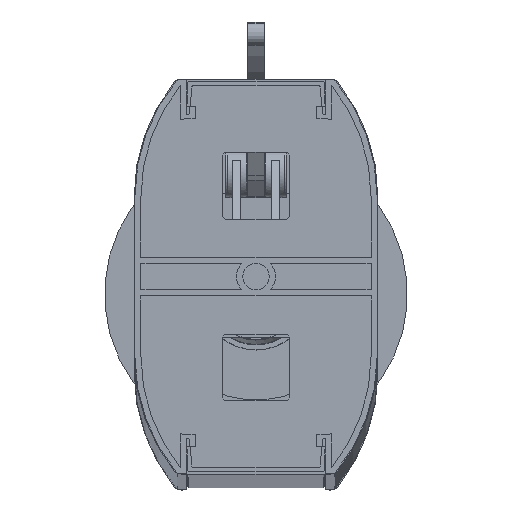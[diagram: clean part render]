
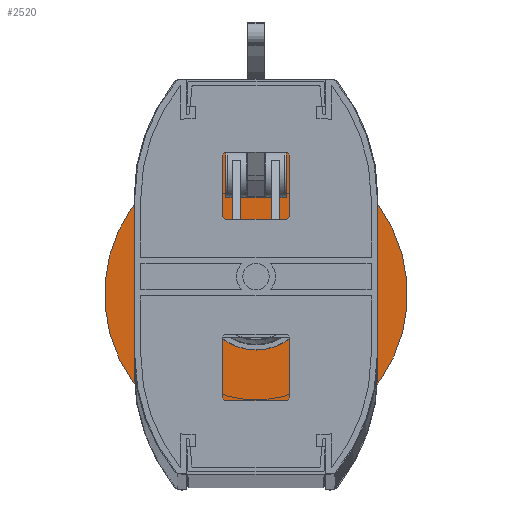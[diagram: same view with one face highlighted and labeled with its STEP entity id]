
A CAD part, top view. The second image highlights one B-rep face of the part: STEP entity #2520.
In plain terms, the highlighted face is planar.
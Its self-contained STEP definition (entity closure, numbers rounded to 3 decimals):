
#117 = CIRCLE ( 'NONE', #5706, 9. ) ;
#418 = CARTESIAN_POINT ( 'NONE',  ( -40., 0., 3.25 ) ) ;
#448 = CARTESIAN_POINT ( 'NONE',  ( 40., 0., 3.25 ) ) ;
#871 = CIRCLE ( 'NONE', #2734, 3.25 ) ;
#1423 = DIRECTION ( 'NONE',  ( 0., 1., 0. ) ) ;
#1477 = CARTESIAN_POINT ( 'NONE',  ( -40., 0., 0. ) ) ;
#1493 = AXIS2_PLACEMENT_3D ( 'NONE', #1920, #1904, #1887 ) ;
#1541 = AXIS2_PLACEMENT_3D ( 'NONE', #2524, #2508, #2506 ) ;
#1581 = AXIS2_PLACEMENT_3D ( 'NONE', #2395, #2385, #2383 ) ;
#1834 = DIRECTION ( 'NONE',  ( 0., -1., 0. ) ) ;
#1885 = CARTESIAN_POINT ( 'NONE',  ( 0., 0., 50. ) ) ;
#1887 = DIRECTION ( 'NONE',  ( 0., 0., 1. ) ) ;
#1902 = VERTEX_POINT ( 'NONE', #1885 ) ;
#1904 = DIRECTION ( 'NONE',  ( 0., 1., 0. ) ) ;
#1920 = CARTESIAN_POINT ( 'NONE',  ( -40., 0., 0. ) ) ;
#2003 = VERTEX_POINT ( 'NONE', #2642 ) ;
#2313 = DIRECTION ( 'NONE',  ( 0., 1., 0. ) ) ;
#2382 = CARTESIAN_POINT ( 'NONE',  ( -40., 0., -3.25 ) ) ;
#2383 = DIRECTION ( 'NONE',  ( 0., 0., -1. ) ) ;
#2385 = DIRECTION ( 'NONE',  ( 0., -1., 0. ) ) ;
#2395 = CARTESIAN_POINT ( 'NONE',  ( 0., 0., 0. ) ) ;
#2470 = DIRECTION ( 'NONE',  ( 0., 0., 1. ) ) ;
#2506 = DIRECTION ( 'NONE',  ( 0., 0., 1. ) ) ;
#2508 = DIRECTION ( 'NONE',  ( 0., 1., 0. ) ) ;
#2520 = ADVANCED_FACE ( 'NONE', ( #7199, #4708, #6936, #2540 ), #5318, .F. ) ;
#2524 = CARTESIAN_POINT ( 'NONE',  ( 0., 0., 0. ) ) ;
#2540 = FACE_BOUND ( 'NONE', #8112, .T. ) ;
#2565 = VERTEX_POINT ( 'NONE', #418 ) ;
#2642 = CARTESIAN_POINT ( 'NONE',  ( 0., 0., -50. ) ) ;
#2712 = CARTESIAN_POINT ( 'NONE',  ( 0., 0., -9. ) ) ;
#2734 = AXIS2_PLACEMENT_3D ( 'NONE', #7110, #7107, #7071 ) ;
#2899 = CIRCLE ( 'NONE', #1493, 3.25 ) ;
#3117 = ORIENTED_EDGE ( 'NONE', *, *, #4141, .T. ) ;
#3141 = CIRCLE ( 'NONE', #5972, 50. ) ;
#3171 = EDGE_CURVE ( 'NONE', #2565, #10501, #6784, .T. ) ;
#3214 = ORIENTED_EDGE ( 'NONE', *, *, #8191, .F. ) ;
#3233 = CARTESIAN_POINT ( 'NONE',  ( 0., 0., 9. ) ) ;
#3355 = CARTESIAN_POINT ( 'NONE',  ( 40., 0., -3.25 ) ) ;
#3403 = CARTESIAN_POINT ( 'NONE',  ( 0., 0., 0. ) ) ;
#3457 = EDGE_CURVE ( 'NONE', #3975, #9229, #8052, .T. ) ;
#3558 = EDGE_CURVE ( 'NONE', #9229, #3975, #871, .T. ) ;
#3564 = EDGE_LOOP ( 'NONE', ( #6411, #9104 ) ) ;
#3683 = AXIS2_PLACEMENT_3D ( 'NONE', #8292, #8279, #8265 ) ;
#3811 = ORIENTED_EDGE ( 'NONE', *, *, #8117, .F. ) ;
#3975 = VERTEX_POINT ( 'NONE', #3355 ) ;
#4004 = VERTEX_POINT ( 'NONE', #3233 ) ;
#4071 = EDGE_CURVE ( 'NONE', #1902, #2003, #9647, .T. ) ;
#4086 = EDGE_CURVE ( 'NONE', #10059, #4004, #5335, .T. ) ;
#4141 = EDGE_CURVE ( 'NONE', #10501, #2565, #2899, .T. ) ;
#4197 = DIRECTION ( 'NONE',  ( 0., 0., 1. ) ) ;
#4229 = CARTESIAN_POINT ( 'NONE',  ( 0., 0., 0. ) ) ;
#4708 = FACE_BOUND ( 'NONE', #3564, .T. ) ;
#4828 = DIRECTION ( 'NONE',  ( 0., 0., 1. ) ) ;
#5065 = AXIS2_PLACEMENT_3D ( 'NONE', #1477, #1423, #4828 ) ;
#5318 = PLANE ( 'NONE',  #6397 ) ;
#5335 = CIRCLE ( 'NONE', #1581, 9. ) ;
#5706 = AXIS2_PLACEMENT_3D ( 'NONE', #6789, #1834, #7601 ) ;
#5972 = AXIS2_PLACEMENT_3D ( 'NONE', #3403, #9087, #4197 ) ;
#6397 = AXIS2_PLACEMENT_3D ( 'NONE', #4229, #2313, #2470 ) ;
#6411 = ORIENTED_EDGE ( 'NONE', *, *, #3457, .T. ) ;
#6781 = ORIENTED_EDGE ( 'NONE', *, *, #4086, .F. ) ;
#6784 = CIRCLE ( 'NONE', #5065, 3.25 ) ;
#6789 = CARTESIAN_POINT ( 'NONE',  ( 0., 0., 0. ) ) ;
#6936 = FACE_OUTER_BOUND ( 'NONE', #9214, .T. ) ;
#7071 = DIRECTION ( 'NONE',  ( 0., 0., 1. ) ) ;
#7107 = DIRECTION ( 'NONE',  ( 0., 1., 0. ) ) ;
#7110 = CARTESIAN_POINT ( 'NONE',  ( 40., 0., 0. ) ) ;
#7199 = FACE_BOUND ( 'NONE', #10376, .T. ) ;
#7601 = DIRECTION ( 'NONE',  ( 0., 0., -1. ) ) ;
#8052 = CIRCLE ( 'NONE', #3683, 3.25 ) ;
#8112 = EDGE_LOOP ( 'NONE', ( #3117, #8416 ) ) ;
#8117 = EDGE_CURVE ( 'NONE', #2003, #1902, #3141, .T. ) ;
#8191 = EDGE_CURVE ( 'NONE', #4004, #10059, #117, .T. ) ;
#8265 = DIRECTION ( 'NONE',  ( 0., 0., 1. ) ) ;
#8279 = DIRECTION ( 'NONE',  ( 0., 1., 0. ) ) ;
#8292 = CARTESIAN_POINT ( 'NONE',  ( 40., 0., 0. ) ) ;
#8416 = ORIENTED_EDGE ( 'NONE', *, *, #3171, .T. ) ;
#9087 = DIRECTION ( 'NONE',  ( 0., 1., 0. ) ) ;
#9104 = ORIENTED_EDGE ( 'NONE', *, *, #3558, .T. ) ;
#9214 = EDGE_LOOP ( 'NONE', ( #3811, #9316 ) ) ;
#9229 = VERTEX_POINT ( 'NONE', #448 ) ;
#9316 = ORIENTED_EDGE ( 'NONE', *, *, #4071, .F. ) ;
#9647 = CIRCLE ( 'NONE', #1541, 50. ) ;
#10059 = VERTEX_POINT ( 'NONE', #2712 ) ;
#10376 = EDGE_LOOP ( 'NONE', ( #6781, #3214 ) ) ;
#10501 = VERTEX_POINT ( 'NONE', #2382 ) ;
